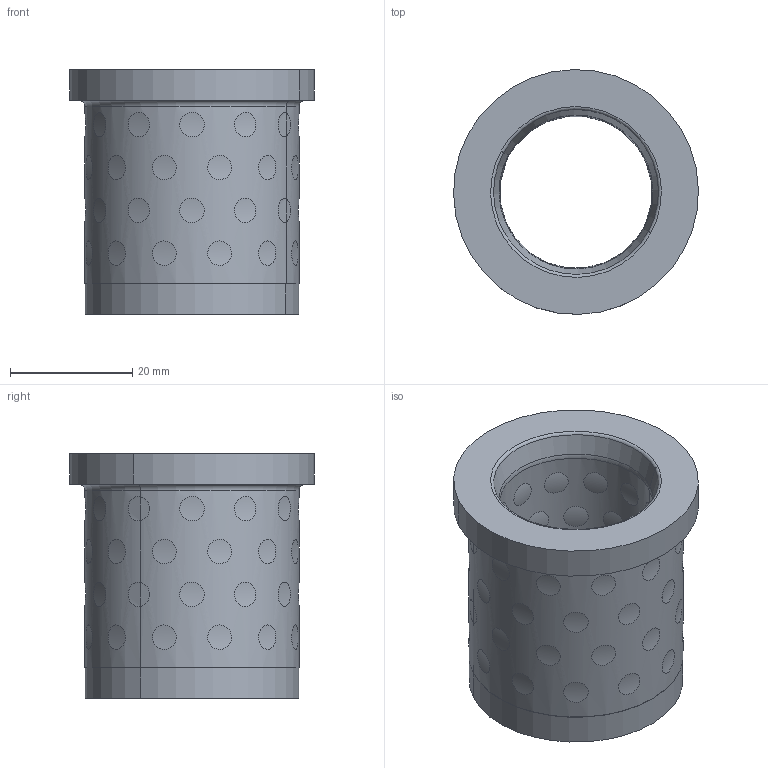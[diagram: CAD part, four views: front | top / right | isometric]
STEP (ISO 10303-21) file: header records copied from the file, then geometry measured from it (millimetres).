
FILE_DESCRIPTION(('CATIA V5 STEP Exchange'),'2;1');
FILE_NAME('RDBG215.2540.stp','2017-03-08T08:25:29+00:00',('none'),('none'),'CATIA Version 5 Release 19 GA (IN-10)','CATIA V5 STEP AP203','none');
FILE_SCHEMA(('CONFIG_CONTROL_DESIGN'));
Length unit declared in the file: millimetre
Products named in the file (1): RDBG215.2540
Bounding box: 39.99 x 39.99 x 40 mm (x, y, z)
Volume: 20138.4 mm3; surface area: 15071.9 mm2
Topology: 49 solids, 49 shells, 318 faces, 671 edges, 449 vertices
Faces by surface type: cylinder 304, torus 8, plane 4, cone 2
Entity records: 10779 total; most frequent: CARTESIAN_POINT 5409, ORIENTED_EDGE 1336, EDGE_CURVE 668, DIRECTION 479, VERTEX_POINT 442, B_SPLINE_CURVE_WITH_KNOTS 416, EDGE_LOOP 410, ADVANCED_FACE 318
